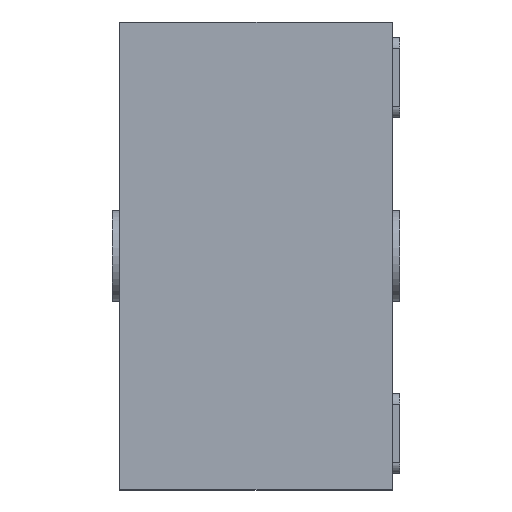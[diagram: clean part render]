
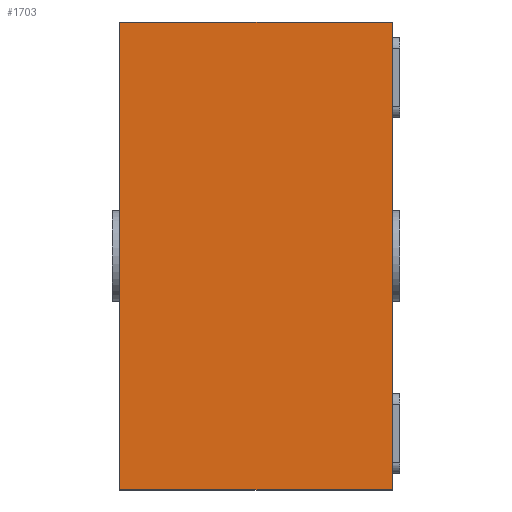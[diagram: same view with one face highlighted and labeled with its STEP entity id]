
A CAD part, left-side view. The second image highlights one B-rep face of the part: STEP entity #1703.
In plain terms, the highlighted planar face has unit normal (-1, 0, 0).
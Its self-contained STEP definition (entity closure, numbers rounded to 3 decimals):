
#16 = VERTEX_POINT ( 'NONE', #247 ) ;
#46 = CARTESIAN_POINT ( 'NONE',  ( -1.019, 0.375, -0.644 ) ) ;
#55 = LINE ( 'NONE', #848, #2533 ) ;
#58 = DIRECTION ( 'NONE',  ( 0., -1., 0. ) ) ;
#131 = AXIS2_PLACEMENT_3D ( 'NONE', #759, #557, #2559 ) ;
#237 = ORIENTED_EDGE ( 'NONE', *, *, #1026, .F. ) ;
#247 = CARTESIAN_POINT ( 'NONE',  ( -1.019, 0.375, 0.644 ) ) ;
#251 = EDGE_CURVE ( 'NONE', #637, #1406, #1865, .T. ) ;
#493 = LINE ( 'NONE', #1294, #2074 ) ;
#527 = EDGE_LOOP ( 'NONE', ( #2339, #237, #1949, #2202 ) ) ;
#557 = DIRECTION ( 'NONE',  ( 1., 0., 0. ) ) ;
#637 = VERTEX_POINT ( 'NONE', #2232 ) ;
#655 = DIRECTION ( 'NONE',  ( 0., 0., 1. ) ) ;
#754 = VECTOR ( 'NONE', #1670, 1000. ) ;
#759 = CARTESIAN_POINT ( 'NONE',  ( -1.019, 0.375, 0.644 ) ) ;
#762 = VERTEX_POINT ( 'NONE', #2349 ) ;
#848 = CARTESIAN_POINT ( 'NONE',  ( -1.019, -0.375, 0.644 ) ) ;
#1026 = EDGE_CURVE ( 'NONE', #16, #762, #493, .T. ) ;
#1084 = CARTESIAN_POINT ( 'NONE',  ( -1.019, 0.375, 0.644 ) ) ;
#1095 = DIRECTION ( 'NONE',  ( 0., -1., 0. ) ) ;
#1294 = CARTESIAN_POINT ( 'NONE',  ( -1.019, 0.375, 0.644 ) ) ;
#1406 = VERTEX_POINT ( 'NONE', #2029 ) ;
#1475 = VECTOR ( 'NONE', #58, 1000. ) ;
#1670 = DIRECTION ( 'NONE',  ( 0., 0., 1. ) ) ;
#1703 = ADVANCED_FACE ( 'NONE', ( #1775 ), #1953, .F. ) ;
#1775 = FACE_OUTER_BOUND ( 'NONE', #527, .T. ) ;
#1865 = LINE ( 'NONE', #46, #1475 ) ;
#1907 = EDGE_CURVE ( 'NONE', #637, #16, #2030, .T. ) ;
#1949 = ORIENTED_EDGE ( 'NONE', *, *, #1907, .F. ) ;
#1952 = EDGE_CURVE ( 'NONE', #1406, #762, #55, .T. ) ;
#1953 = PLANE ( 'NONE',  #131 ) ;
#2029 = CARTESIAN_POINT ( 'NONE',  ( -1.019, -0.375, -0.644 ) ) ;
#2030 = LINE ( 'NONE', #1084, #754 ) ;
#2074 = VECTOR ( 'NONE', #1095, 1000. ) ;
#2202 = ORIENTED_EDGE ( 'NONE', *, *, #251, .T. ) ;
#2232 = CARTESIAN_POINT ( 'NONE',  ( -1.019, 0.375, -0.644 ) ) ;
#2339 = ORIENTED_EDGE ( 'NONE', *, *, #1952, .T. ) ;
#2349 = CARTESIAN_POINT ( 'NONE',  ( -1.019, -0.375, 0.644 ) ) ;
#2533 = VECTOR ( 'NONE', #655, 1000. ) ;
#2559 = DIRECTION ( 'NONE',  ( 0., 0., -1. ) ) ;
